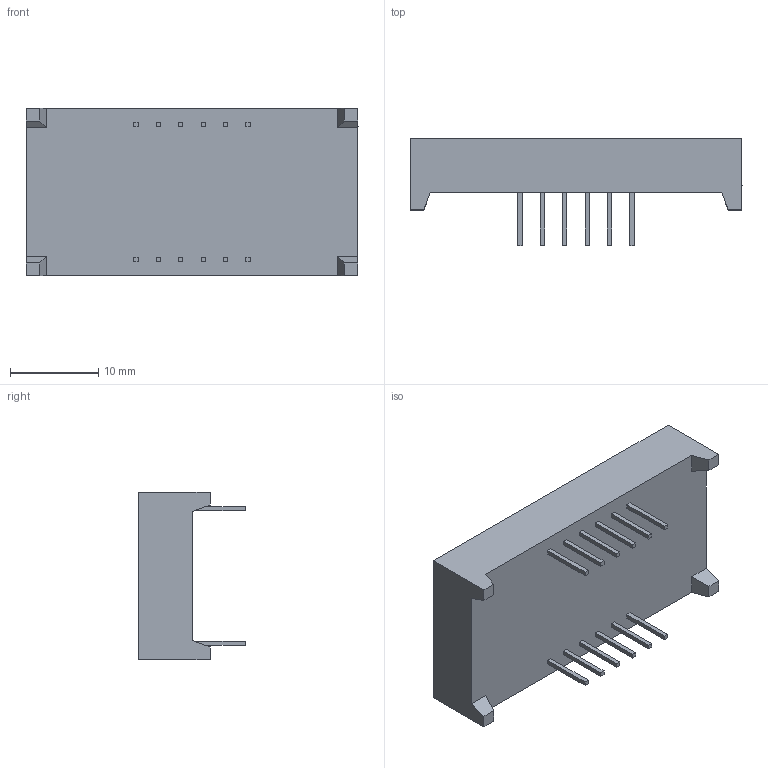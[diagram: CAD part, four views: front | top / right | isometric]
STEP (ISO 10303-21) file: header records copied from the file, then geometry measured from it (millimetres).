
FILE_DESCRIPTION (( 'STEP AP214' ), '1' );
FILE_NAME ('BX56-12.STEP', '2010-01-15T21:25:41', ( '' ), ( '' ), 'SwSTEP 2.0', 'SolidWorks 2008', '' );
FILE_SCHEMA (( 'AUTOMOTIVE_DESIGN' ));
Length unit declared in the file: millimetre
Products named in the file (1): BX56-12
Bounding box: 37.6 x 12.1 x 19 mm (x, y, z)
Volume: 4394.9 mm3; surface area: 2330.3 mm2
Topology: 1 solids, 1 shells, 499 faces, 1299 edges, 866 vertices
Faces by surface type: plane 365, bspline 116, cylinder 18
Entity records: 26077 total; most frequent: CARTESIAN_POINT 9053, ORIENTED_EDGE 2598, DIRECTION 1871, EDGE_CURVE 1299, VECTOR 1031, LINE 1031, VERTEX_POINT 866, EDGE_LOOP 563
